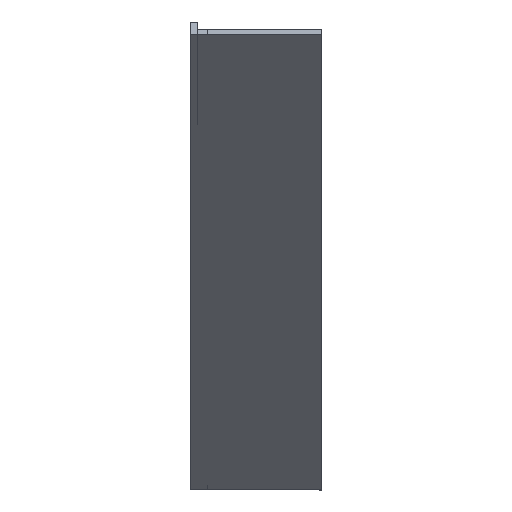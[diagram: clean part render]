
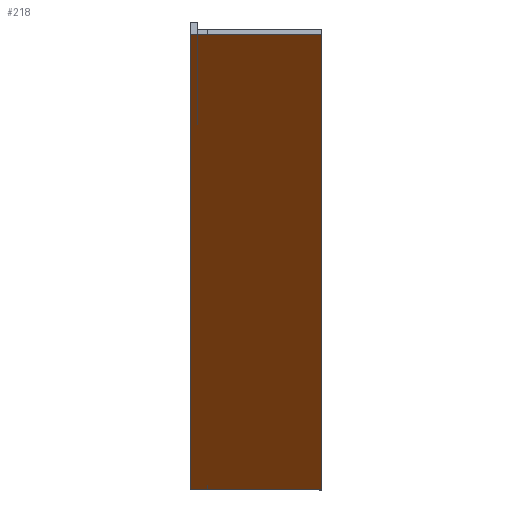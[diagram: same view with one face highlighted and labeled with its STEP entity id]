
A CAD part, left-side view. The second image highlights one B-rep face of the part: STEP entity #218.
In plain terms, the highlighted planar face has unit normal (-0.707, 0, -0.707).
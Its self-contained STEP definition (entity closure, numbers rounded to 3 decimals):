
#12 = VERTEX_POINT ( 'NONE', #60 ) ;
#29 = VECTOR ( 'NONE', #375, 1000. ) ;
#41 = ORIENTED_EDGE ( 'NONE', *, *, #96, .T. ) ;
#42 = LINE ( 'NONE', #518, #29 ) ;
#44 = CARTESIAN_POINT ( 'NONE',  ( -121.702, -1., -1.202 ) ) ;
#49 = CARTESIAN_POINT ( 'NONE',  ( -121.702, 0.7, -1.202 ) ) ;
#60 = CARTESIAN_POINT ( 'NONE',  ( -121.702, -12.3, -1.202 ) ) ;
#65 = ORIENTED_EDGE ( 'NONE', *, *, #137, .T. ) ;
#68 = CARTESIAN_POINT ( 'NONE',  ( -76.702, 0.7, -46.202 ) ) ;
#76 = AXIS2_PLACEMENT_3D ( 'NONE', #594, #142, #110 ) ;
#85 = EDGE_CURVE ( 'NONE', #320, #176, #415, .T. ) ;
#92 = CARTESIAN_POINT ( 'NONE',  ( -76.702, 0., -46.202 ) ) ;
#96 = EDGE_CURVE ( 'NONE', #239, #176, #410, .T. ) ;
#101 = DIRECTION ( 'NONE',  ( 0., 1., 0. ) ) ;
#110 = DIRECTION ( 'NONE',  ( 0.707, 0., -0.707 ) ) ;
#113 = ORIENTED_EDGE ( 'NONE', *, *, #444, .T. ) ;
#116 = ORIENTED_EDGE ( 'NONE', *, *, #85, .F. ) ;
#117 = VECTOR ( 'NONE', #341, 1000. ) ;
#127 = PLANE ( 'NONE',  #76 ) ;
#137 = EDGE_CURVE ( 'NONE', #229, #239, #404, .T. ) ;
#142 = DIRECTION ( 'NONE',  ( 0.707, 0., 0.707 ) ) ;
#149 = LINE ( 'NONE', #284, #167 ) ;
#153 = CARTESIAN_POINT ( 'NONE',  ( -76.702, -12.3, -46.202 ) ) ;
#167 = VECTOR ( 'NONE', #302, 1000. ) ;
#176 = VERTEX_POINT ( 'NONE', #68 ) ;
#186 = ORIENTED_EDGE ( 'NONE', *, *, #421, .T. ) ;
#189 = CARTESIAN_POINT ( 'NONE',  ( -121.702, -1., -1.202 ) ) ;
#205 = DIRECTION ( 'NONE',  ( 0.707, 0., -0.707 ) ) ;
#218 = ADVANCED_FACE ( 'NONE', ( #297 ), #127, .F. ) ;
#229 = VERTEX_POINT ( 'NONE', #44 ) ;
#239 = VERTEX_POINT ( 'NONE', #49 ) ;
#284 = CARTESIAN_POINT ( 'NONE',  ( -61.452, -12.3, -61.452 ) ) ;
#291 = DIRECTION ( 'NONE',  ( 0., 1., 0. ) ) ;
#297 = FACE_OUTER_BOUND ( 'NONE', #519, .T. ) ;
#302 = DIRECTION ( 'NONE',  ( -0.707, 0., 0.707 ) ) ;
#320 = VERTEX_POINT ( 'NONE', #417 ) ;
#328 = CARTESIAN_POINT ( 'NONE',  ( -76.702, 0., -46.202 ) ) ;
#341 = DIRECTION ( 'NONE',  ( 0., -1., 0. ) ) ;
#372 = VERTEX_POINT ( 'NONE', #153 ) ;
#375 = DIRECTION ( 'NONE',  ( 0., 1., 0. ) ) ;
#393 = VECTOR ( 'NONE', #291, 1000. ) ;
#404 = LINE ( 'NONE', #189, #393 ) ;
#410 = LINE ( 'NONE', #467, #451 ) ;
#415 = LINE ( 'NONE', #92, #471 ) ;
#417 = CARTESIAN_POINT ( 'NONE',  ( -76.702, -1., -46.202 ) ) ;
#421 = EDGE_CURVE ( 'NONE', #372, #12, #149, .T. ) ;
#444 = EDGE_CURVE ( 'NONE', #320, #372, #483, .T. ) ;
#451 = VECTOR ( 'NONE', #205, 1000. ) ;
#467 = CARTESIAN_POINT ( 'NONE',  ( -61.452, 0.7, -61.452 ) ) ;
#471 = VECTOR ( 'NONE', #101, 1000. ) ;
#483 = LINE ( 'NONE', #328, #117 ) ;
#518 = CARTESIAN_POINT ( 'NONE',  ( -121.702, 0., -1.202 ) ) ;
#519 = EDGE_LOOP ( 'NONE', ( #553, #65, #41, #116, #113, #186 ) ) ;
#553 = ORIENTED_EDGE ( 'NONE', *, *, #564, .T. ) ;
#564 = EDGE_CURVE ( 'NONE', #12, #229, #42, .T. ) ;
#594 = CARTESIAN_POINT ( 'NONE',  ( -61.452, 0., -61.452 ) ) ;
